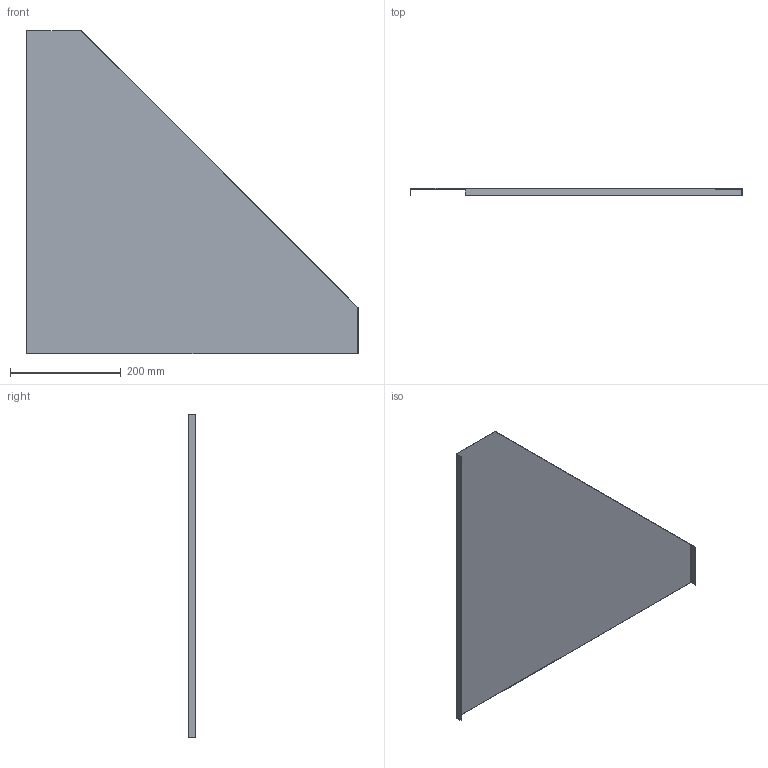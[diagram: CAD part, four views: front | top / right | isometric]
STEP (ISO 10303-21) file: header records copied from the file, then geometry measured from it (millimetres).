
FILE_DESCRIPTION(/* description */ (''),/* implementation_level */ '2;1');
FILE_NAME(/* name */ 'KPDplus-R 100x600.ipt.stp',/* time_stamp */ '2023-05-25T17:01:00+03:00',/* author */ ('Manager3'),/* organization */ (''),/* preprocessor_version */ 'ST-DEVELOPER v19.2',/* originating_system */ 'Autodesk Inventor 2023',/* authorisation */ '');
FILE_SCHEMA (('AUTOMOTIVE_DESIGN { 1 0 10303 214 3 1 1 }'));
Length unit declared in the file: millimetre
Products named in the file (1): Крышка переходника 
правого 100-600 "ПЛЮС"
Bounding box: 600 x 12.5 x 584.39 mm (x, y, z)
Volume: 133000 mm3; surface area: 484824.3 mm2
Topology: 1 solids, 1 shells, 25 faces, 70 edges, 47 vertices
Faces by surface type: plane 24, bspline 1
Entity records: 909 total; most frequent: CARTESIAN_POINT 194, ORIENTED_EDGE 140, DIRECTION 116, EDGE_CURVE 70, LINE 66, VECTOR 66, VERTEX_POINT 47, STYLED_ITEM 26
